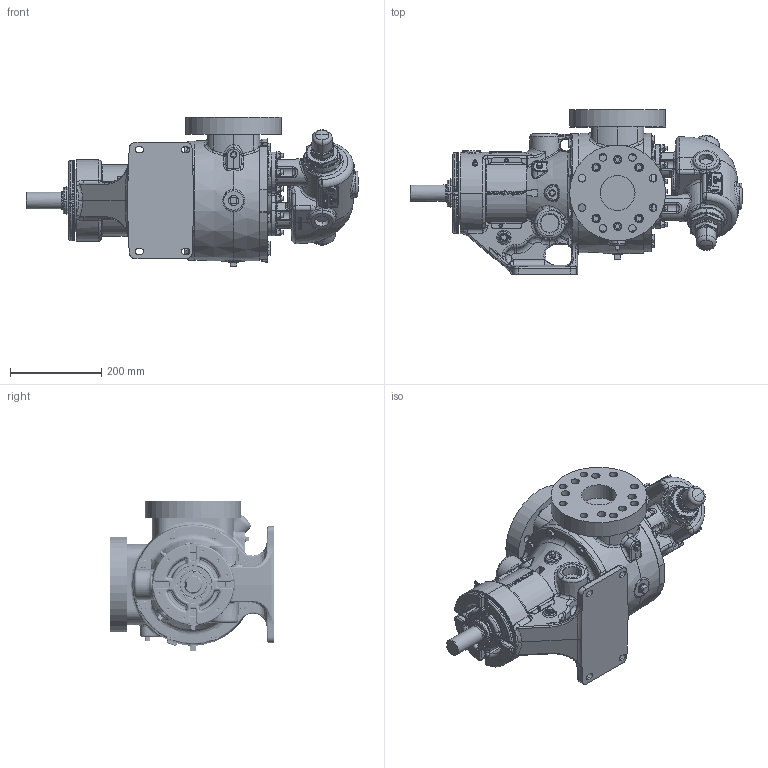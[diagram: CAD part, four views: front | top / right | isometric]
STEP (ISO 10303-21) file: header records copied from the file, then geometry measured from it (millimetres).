
FILE_DESCRIPTION (( 'STEP AP214' ), '1' );
FILE_NAME ('LV-4813.step', '2025-12-05T04:15:12', ( '' ), ( '' ), 'SwSTEP 2.0', 'SolidWorks 2024', '' );
FILE_SCHEMA (( 'AUTOMOTIVE_DESIGN' ));
Length unit declared in the file: inch
Products named in the file (1): LV-4813
Bounding box: 726 x 360.36 x 327.72 mm (x, y, z)
Volume: 21770735.9 mm3; surface area: 1107862 mm2
Topology: 1 solids, 1 shells, 5742 faces, 14657 edges, 9134 vertices
Faces by surface type: plane 1882, bspline 1785, cylinder 966, cone 827, torus 186, sphere 96
Entity records: 271314 total; most frequent: CARTESIAN_POINT 147320, ORIENTED_EDGE 29072, DIRECTION 20834, EDGE_CURVE 14536, VERTEX_POINT 9131, AXIS2_PLACEMENT_3D 7712, EDGE_LOOP 6133, FACE_OUTER_BOUND 5742
